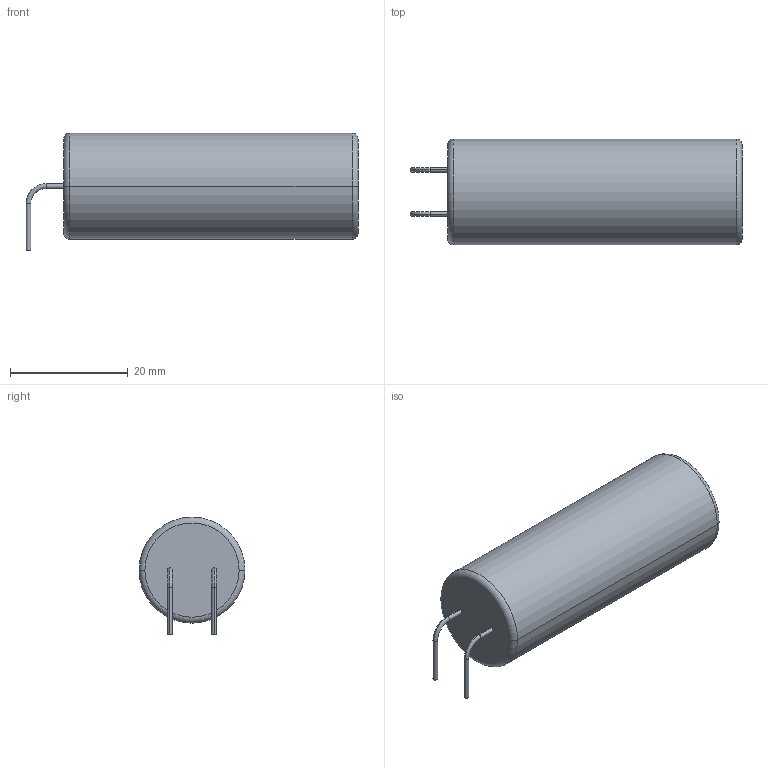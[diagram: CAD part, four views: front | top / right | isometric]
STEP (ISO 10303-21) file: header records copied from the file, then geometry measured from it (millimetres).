
FILE_DESCRIPTION(('CATIA V5 STEP Exchange','CAx-IF Rec.Pracs.--- Model Styling and Organization---1.4--- 2014-01-23'),'2;1');
FILE_NAME('UPS main cap.stp','2019-07-31T13:08:26+00:00',('none'),('none'),'CATIA Version 5-6 Release 2017','CATIA V5 STEP AP214 Edition 3','none');
FILE_SCHEMA(('AUTOMOTIVE_DESIGN { 1 0 10303 214 3 1 1 1 }'));
Length unit declared in the file: millimetre
Products named in the file (1): UPS main cap
Bounding box: 56.4 x 18 x 20 mm (x, y, z)
Volume: 12715.6 mm3; surface area: 3367.9 mm2
Topology: 3 solids, 3 shells, 24 faces, 42 edges, 24 vertices
Faces by surface type: cylinder 10, torus 8, plane 6
Entity records: 524 total; most frequent: ORIENTED_EDGE 84, CARTESIAN_POINT 82, DIRECTION 72, AXIS2_PLACEMENT_3D 48, EDGE_CURVE 42, CIRCLE 32, ADVANCED_FACE 24, EDGE_LOOP 24
